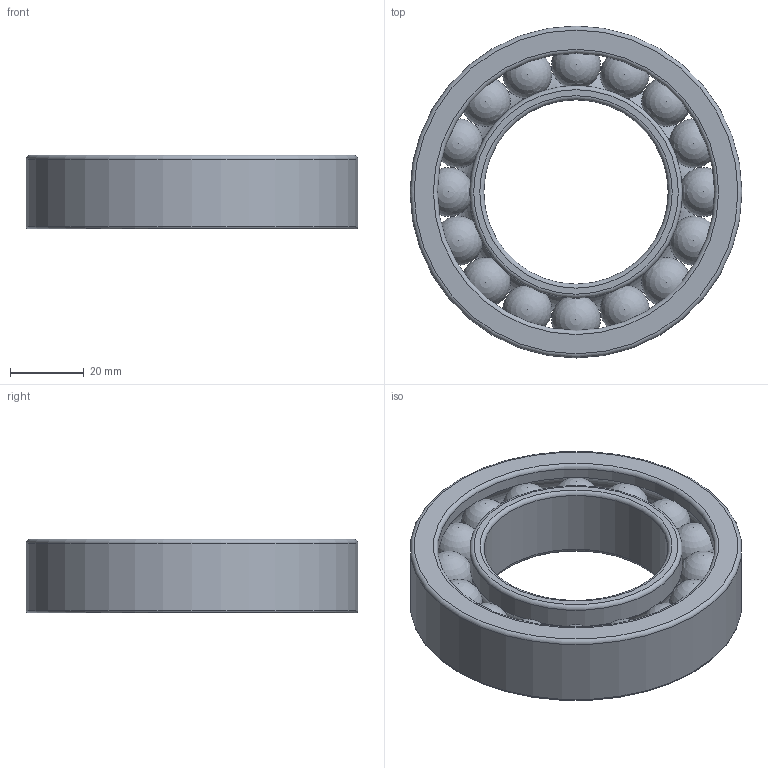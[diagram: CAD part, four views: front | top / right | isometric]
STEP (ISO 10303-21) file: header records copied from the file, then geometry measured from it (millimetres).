
FILE_DESCRIPTION(('FreeCAD Model'),'2;1');
FILE_NAME('DIN628_AngBallBearing_50-110-27_Typ7210.step', '2020-09-15T13:41:39',('Author'),(''), 'Open CASCADE STEP processor 7.3','FreeCAD','Unknown');
FILE_SCHEMA(('AUTOMOTIVE_DESIGN { 1 0 10303 214 1 1 1 1 }'));
Length unit declared in the file: millimetre
Products named in the file (4): DIN628_AngBallBearing_50-110-27_Typ7210; InnerRing; OuterRing; BallArray
Assembly tree (3 placements, depth 2):
  DIN628_AngBallBearing_50-110-27_Typ7210
    InnerRing
    OuterRing
    BallArray
Bounding box: 90 x 90 x 20 mm (x, y, z)
Volume: 61231.9 mm3; surface area: 31753.4 mm2
Topology: 18 solids, 18 shells, 35 faces, 146 edges, 275 vertices
Faces by surface type: sphere 16, torus 9, cylinder 6, plane 4
Full cylindrical faces by diameter (mm): 50 x1, 57.68 x1, 65.75 x1, 75.15 x1, 82.32 x1, 90 x1
Entity records: 2257 total; most frequent: CARTESIAN_POINT 1068, DIRECTION 204, AXIS2_PLACEMENT_3D 99, ORIENTED_EDGE 68, GEOMETRIC_CURVE_SET 65, CIRCLE 60, FACE_BOUND 39, ADVANCED_FACE 35
